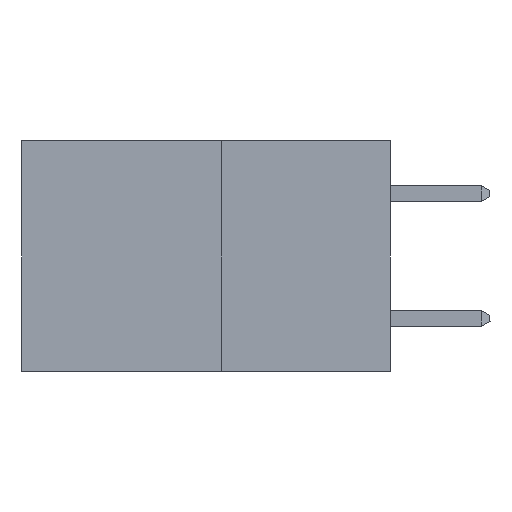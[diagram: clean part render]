
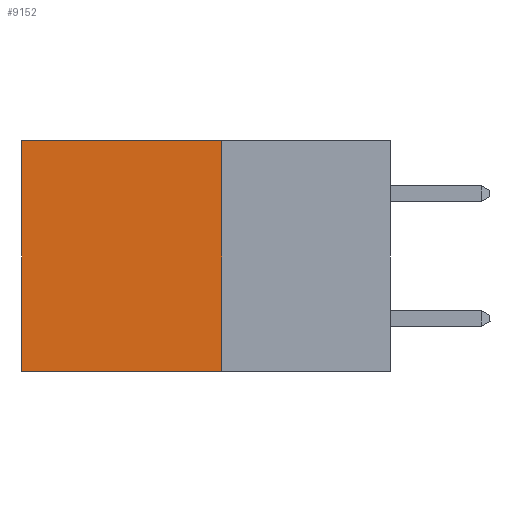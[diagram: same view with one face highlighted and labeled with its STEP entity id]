
A CAD part, left-side view. The second image highlights one B-rep face of the part: STEP entity #9152.
In plain terms, the highlighted planar face has unit normal (-1, 0, 0).
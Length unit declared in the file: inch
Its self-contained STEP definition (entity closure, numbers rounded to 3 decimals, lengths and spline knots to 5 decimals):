
#1093 = VERTEX_POINT ( 'NONE', #11371 ) ;
#1557 = CARTESIAN_POINT ( 'NONE',  ( 0.277, 0.27, -0.37 ) ) ;
#2390 = VERTEX_POINT ( 'NONE', #16531 ) ;
#2824 = LINE ( 'NONE', #1557, #23242 ) ;
#4126 = VECTOR ( 'NONE', #10542, 39.37008 ) ;
#4400 = EDGE_CURVE ( 'NONE', #2390, #1093, #19955, .T. ) ;
#4593 = AXIS2_PLACEMENT_3D ( 'NONE', #21452, #21410, #21373 ) ;
#4710 = ORIENTED_EDGE ( 'NONE', *, *, #23281, .T. ) ;
#5570 = CARTESIAN_POINT ( 'NONE',  ( 0.277, 0.27, 0. ) ) ;
#5928 = VECTOR ( 'NONE', #7567, 39.37008 ) ;
#6512 = CARTESIAN_POINT ( 'NONE',  ( 0.277, 0.27, 0. ) ) ;
#7567 = DIRECTION ( 'NONE',  ( 0., 1., 0. ) ) ;
#9152 = ADVANCED_FACE ( 'NONE', ( #17240 ), #21626, .F. ) ;
#10542 = DIRECTION ( 'NONE',  ( 0., 0., -1. ) ) ;
#10548 = LINE ( 'NONE', #5570, #5928 ) ;
#10914 = CARTESIAN_POINT ( 'NONE',  ( 0.277, 0.27, -0.37 ) ) ;
#10955 = CARTESIAN_POINT ( 'NONE',  ( 0.277, 0.59, -0.37 ) ) ;
#11185 = CARTESIAN_POINT ( 'NONE',  ( 0.277, 0.27, -0.37 ) ) ;
#11371 = CARTESIAN_POINT ( 'NONE',  ( 0.277, 0.59, -0.37 ) ) ;
#11698 = EDGE_CURVE ( 'NONE', #25484, #1093, #16505, .T. ) ;
#12913 = DIRECTION ( 'NONE',  ( 0., 1., 0. ) ) ;
#13215 = EDGE_CURVE ( 'NONE', #20379, #25484, #2824, .T. ) ;
#13435 = ORIENTED_EDGE ( 'NONE', *, *, #11698, .F. ) ;
#15771 = ORIENTED_EDGE ( 'NONE', *, *, #13215, .F. ) ;
#16505 = LINE ( 'NONE', #10914, #17141 ) ;
#16531 = CARTESIAN_POINT ( 'NONE',  ( 0.277, 0.59, 0. ) ) ;
#17141 = VECTOR ( 'NONE', #12913, 39.37008 ) ;
#17240 = FACE_OUTER_BOUND ( 'NONE', #19504, .T. ) ;
#19504 = EDGE_LOOP ( 'NONE', ( #20387, #13435, #15771, #4710 ) ) ;
#19955 = LINE ( 'NONE', #10955, #4126 ) ;
#20379 = VERTEX_POINT ( 'NONE', #6512 ) ;
#20387 = ORIENTED_EDGE ( 'NONE', *, *, #4400, .T. ) ;
#21373 = DIRECTION ( 'NONE',  ( 0., 0., -1. ) ) ;
#21410 = DIRECTION ( 'NONE',  ( 1., 0., 0. ) ) ;
#21452 = CARTESIAN_POINT ( 'NONE',  ( 0.277, 0.27, -0.37 ) ) ;
#21626 = PLANE ( 'NONE',  #4593 ) ;
#23242 = VECTOR ( 'NONE', #25238, 39.37008 ) ;
#23281 = EDGE_CURVE ( 'NONE', #20379, #2390, #10548, .T. ) ;
#25238 = DIRECTION ( 'NONE',  ( 0., 0., -1. ) ) ;
#25484 = VERTEX_POINT ( 'NONE', #11185 ) ;
